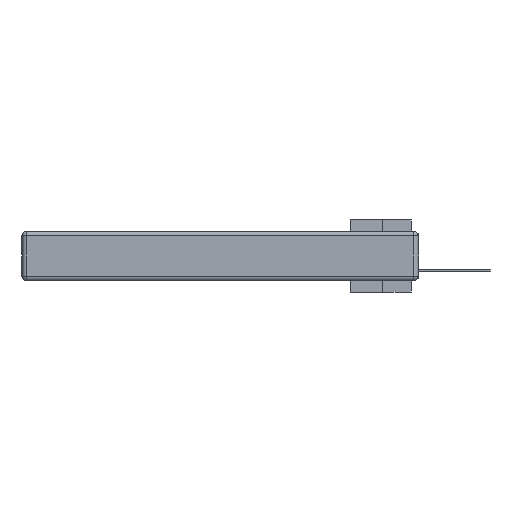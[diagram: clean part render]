
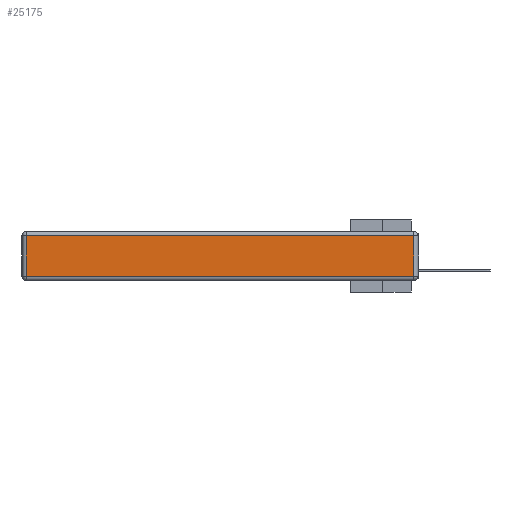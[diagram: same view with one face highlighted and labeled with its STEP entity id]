
A CAD part, left-side view. The second image highlights one B-rep face of the part: STEP entity #25175.
In plain terms, the highlighted planar face has unit normal (-1, 0, 0).
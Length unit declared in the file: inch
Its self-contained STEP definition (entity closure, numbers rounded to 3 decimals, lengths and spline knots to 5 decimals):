
#1254 = ORIENTED_EDGE ( 'NONE', *, *, #24871, .T. ) ;
#1512 = CARTESIAN_POINT ( 'NONE',  ( 0., 2.72, -0.03 ) ) ;
#2229 = AXIS2_PLACEMENT_3D ( 'NONE', #5679, #26235, #23599 ) ;
#3410 = FACE_OUTER_BOUND ( 'NONE', #22352, .T. ) ;
#4409 = VECTOR ( 'NONE', #13492, 39.37008 ) ;
#4623 = DIRECTION ( 'NONE',  ( 0., -1., 0. ) ) ;
#4958 = EDGE_CURVE ( 'NONE', #25868, #17613, #10477, .T. ) ;
#5679 = CARTESIAN_POINT ( 'NONE',  ( 0., 0., -0.343 ) ) ;
#7908 = CARTESIAN_POINT ( 'NONE',  ( 0., 2.72, -0.313 ) ) ;
#8804 = ORIENTED_EDGE ( 'NONE', *, *, #9895, .T. ) ;
#8869 = VECTOR ( 'NONE', #26640, 39.37008 ) ;
#9895 = EDGE_CURVE ( 'NONE', #11736, #27291, #21171, .T. ) ;
#10477 = LINE ( 'NONE', #27454, #4409 ) ;
#11736 = VERTEX_POINT ( 'NONE', #1512 ) ;
#12573 = EDGE_CURVE ( 'NONE', #27291, #25868, #24437, .T. ) ;
#13492 = DIRECTION ( 'NONE',  ( 0., 0., 1. ) ) ;
#17613 = VERTEX_POINT ( 'NONE', #27594 ) ;
#17985 = LINE ( 'NONE', #29106, #20852 ) ;
#18132 = ORIENTED_EDGE ( 'NONE', *, *, #4958, .T. ) ;
#18775 = CARTESIAN_POINT ( 'NONE',  ( 0., 0., -0.313 ) ) ;
#20852 = VECTOR ( 'NONE', #35148, 39.37008 ) ;
#20987 = CARTESIAN_POINT ( 'NONE',  ( 0., 2.72, -0.343 ) ) ;
#21171 = LINE ( 'NONE', #20987, #8869 ) ;
#22352 = EDGE_LOOP ( 'NONE', ( #32282, #18132, #1254, #8804 ) ) ;
#23599 = DIRECTION ( 'NONE',  ( 0., 0., 1. ) ) ;
#24437 = LINE ( 'NONE', #18775, #31916 ) ;
#24871 = EDGE_CURVE ( 'NONE', #17613, #11736, #17985, .T. ) ;
#25175 = ADVANCED_FACE ( 'NONE', ( #3410 ), #34736, .T. ) ;
#25868 = VERTEX_POINT ( 'NONE', #30726 ) ;
#26235 = DIRECTION ( 'NONE',  ( -1., 0., 0. ) ) ;
#26640 = DIRECTION ( 'NONE',  ( 0., 0., -1. ) ) ;
#27291 = VERTEX_POINT ( 'NONE', #7908 ) ;
#27454 = CARTESIAN_POINT ( 'NONE',  ( 0., 0.03, -0.343 ) ) ;
#27594 = CARTESIAN_POINT ( 'NONE',  ( 0., 0.03, -0.03 ) ) ;
#29106 = CARTESIAN_POINT ( 'NONE',  ( 0., 2.75, -0.03 ) ) ;
#30726 = CARTESIAN_POINT ( 'NONE',  ( 0., 0.03, -0.313 ) ) ;
#31916 = VECTOR ( 'NONE', #4623, 39.37008 ) ;
#32282 = ORIENTED_EDGE ( 'NONE', *, *, #12573, .T. ) ;
#34736 = PLANE ( 'NONE',  #2229 ) ;
#35148 = DIRECTION ( 'NONE',  ( 0., 1., 0. ) ) ;
